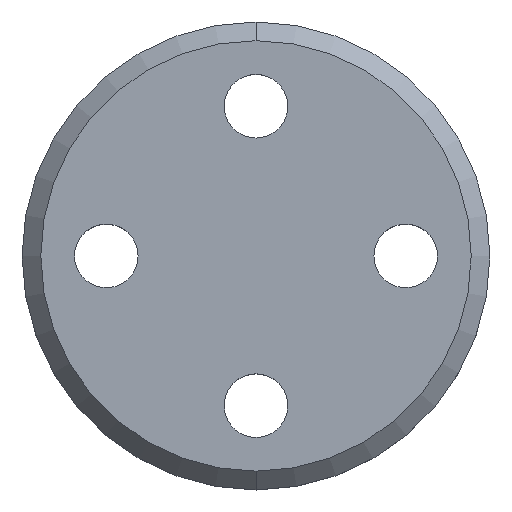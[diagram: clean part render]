
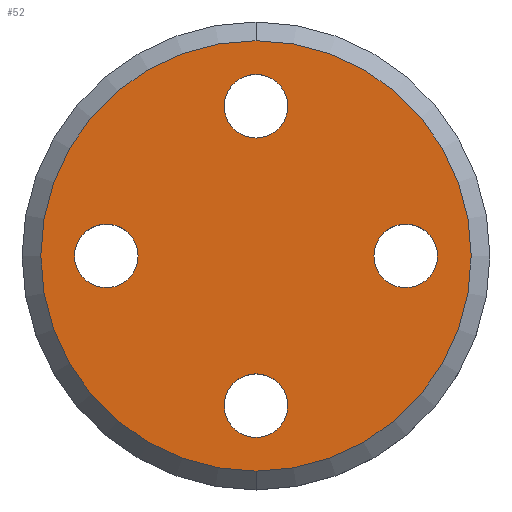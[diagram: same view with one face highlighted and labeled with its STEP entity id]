
A CAD part, top view. The second image highlights one B-rep face of the part: STEP entity #52.
In plain terms, the highlighted planar face has unit normal (0, 0, 1).
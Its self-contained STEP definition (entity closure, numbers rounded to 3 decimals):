
#4 = EDGE_CURVE ( 'NONE', #76, #175, #435, .T. ) ;
#5 = DIRECTION ( 'NONE',  ( 0., -1., 0. ) ) ;
#13 = CARTESIAN_POINT ( 'NONE',  ( 0., 6.3, 0. ) ) ;
#17 = AXIS2_PLACEMENT_3D ( 'NONE', #462, #566, #109 ) ;
#46 = CARTESIAN_POINT ( 'NONE',  ( 0., -11.5, 0. ) ) ;
#52 = ADVANCED_FACE ( 'NONE', ( #246, #146, #349, #294, #98 ), #499, .T. ) ;
#57 = AXIS2_PLACEMENT_3D ( 'NONE', #166, #262, #574 ) ;
#59 = DIRECTION ( 'NONE',  ( 0., 0., 1. ) ) ;
#63 = CARTESIAN_POINT ( 'NONE',  ( 0., 9.7, 0. ) ) ;
#70 = DIRECTION ( 'NONE',  ( 0., -1., 0. ) ) ;
#76 = VERTEX_POINT ( 'NONE', #63 ) ;
#78 = CIRCLE ( 'NONE', #132, 1.7 ) ;
#84 = EDGE_LOOP ( 'NONE', ( #509, #307 ) ) ;
#86 = CARTESIAN_POINT ( 'NONE',  ( 8., 0., 0. ) ) ;
#90 = CARTESIAN_POINT ( 'NONE',  ( -8., -1.7, 0. ) ) ;
#97 = AXIS2_PLACEMENT_3D ( 'NONE', #549, #459, #5 ) ;
#98 = FACE_BOUND ( 'NONE', #543, .T. ) ;
#109 = DIRECTION ( 'NONE',  ( 0., -1., 0. ) ) ;
#119 = CARTESIAN_POINT ( 'NONE',  ( -8., 0., 0. ) ) ;
#123 = AXIS2_PLACEMENT_3D ( 'NONE', #418, #519, #522 ) ;
#132 = AXIS2_PLACEMENT_3D ( 'NONE', #312, #59, #264 ) ;
#145 = EDGE_LOOP ( 'NONE', ( #455, #537 ) ) ;
#146 = FACE_BOUND ( 'NONE', #637, .T. ) ;
#155 = CIRCLE ( 'NONE', #526, 1.7 ) ;
#162 = EDGE_CURVE ( 'NONE', #175, #76, #622, .T. ) ;
#166 = CARTESIAN_POINT ( 'NONE',  ( 0., -8., 0. ) ) ;
#167 = CIRCLE ( 'NONE', #606, 1.7 ) ;
#172 = EDGE_CURVE ( 'NONE', #352, #494, #78, .T. ) ;
#175 = VERTEX_POINT ( 'NONE', #13 ) ;
#176 = DIRECTION ( 'NONE',  ( 0., -1., 0. ) ) ;
#188 = DIRECTION ( 'NONE',  ( 0., -1., 0. ) ) ;
#192 = DIRECTION ( 'NONE',  ( 0., 0., 1. ) ) ;
#193 = VERTEX_POINT ( 'NONE', #321 ) ;
#211 = DIRECTION ( 'NONE',  ( 0., 0., 1. ) ) ;
#217 = EDGE_CURVE ( 'NONE', #193, #591, #342, .T. ) ;
#230 = EDGE_CURVE ( 'NONE', #640, #604, #474, .T. ) ;
#239 = EDGE_CURVE ( 'NONE', #591, #193, #167, .T. ) ;
#240 = CIRCLE ( 'NONE', #123, 11.5 ) ;
#244 = DIRECTION ( 'NONE',  ( 0., 0., 1. ) ) ;
#246 = FACE_OUTER_BOUND ( 'NONE', #84, .T. ) ;
#259 = EDGE_CURVE ( 'NONE', #599, #388, #633, .T. ) ;
#262 = DIRECTION ( 'NONE',  ( 0., 0., 1. ) ) ;
#264 = DIRECTION ( 'NONE',  ( 0., -1., 0. ) ) ;
#271 = CARTESIAN_POINT ( 'NONE',  ( -8., 0., 0. ) ) ;
#294 = FACE_BOUND ( 'NONE', #145, .T. ) ;
#299 = EDGE_CURVE ( 'NONE', #604, #640, #155, .T. ) ;
#307 = ORIENTED_EDGE ( 'NONE', *, *, #259, .T. ) ;
#309 = EDGE_CURVE ( 'NONE', #388, #599, #240, .T. ) ;
#312 = CARTESIAN_POINT ( 'NONE',  ( 8., 0., 0. ) ) ;
#313 = DIRECTION ( 'NONE',  ( 0., -1., 0. ) ) ;
#316 = AXIS2_PLACEMENT_3D ( 'NONE', #86, #192, #188 ) ;
#319 = CARTESIAN_POINT ( 'NONE',  ( 8., -1.7, 0. ) ) ;
#321 = CARTESIAN_POINT ( 'NONE',  ( 0., -9.7, 0. ) ) ;
#324 = CARTESIAN_POINT ( 'NONE',  ( 0., 0., 0. ) ) ;
#325 = CIRCLE ( 'NONE', #316, 1.7 ) ;
#331 = ORIENTED_EDGE ( 'NONE', *, *, #172, .F. ) ;
#337 = CARTESIAN_POINT ( 'NONE',  ( 8., 1.7, 0. ) ) ;
#342 = CIRCLE ( 'NONE', #57, 1.7 ) ;
#349 = FACE_BOUND ( 'NONE', #595, .T. ) ;
#352 = VERTEX_POINT ( 'NONE', #319 ) ;
#354 = ORIENTED_EDGE ( 'NONE', *, *, #230, .F. ) ;
#355 = AXIS2_PLACEMENT_3D ( 'NONE', #553, #244, #445 ) ;
#373 = DIRECTION ( 'NONE',  ( 0., 0., 1. ) ) ;
#388 = VERTEX_POINT ( 'NONE', #440 ) ;
#415 = CARTESIAN_POINT ( 'NONE',  ( 0., -8., 0. ) ) ;
#418 = CARTESIAN_POINT ( 'NONE',  ( 0., 0., 0. ) ) ;
#425 = EDGE_CURVE ( 'NONE', #494, #352, #325, .T. ) ;
#435 = CIRCLE ( 'NONE', #97, 1.7 ) ;
#439 = AXIS2_PLACEMENT_3D ( 'NONE', #324, #617, #70 ) ;
#440 = CARTESIAN_POINT ( 'NONE',  ( 0., 11.5, 0. ) ) ;
#445 = DIRECTION ( 'NONE',  ( 0., -1., 0. ) ) ;
#455 = ORIENTED_EDGE ( 'NONE', *, *, #217, .F. ) ;
#459 = DIRECTION ( 'NONE',  ( 0., 0., 1. ) ) ;
#462 = CARTESIAN_POINT ( 'NONE',  ( 0., 8., 0. ) ) ;
#474 = CIRCLE ( 'NONE', #558, 1.7 ) ;
#494 = VERTEX_POINT ( 'NONE', #337 ) ;
#499 = PLANE ( 'NONE',  #355 ) ;
#509 = ORIENTED_EDGE ( 'NONE', *, *, #309, .T. ) ;
#513 = CARTESIAN_POINT ( 'NONE',  ( 0., -6.3, 0. ) ) ;
#519 = DIRECTION ( 'NONE',  ( 0., 0., 1. ) ) ;
#522 = DIRECTION ( 'NONE',  ( 0., -1., 0. ) ) ;
#526 = AXIS2_PLACEMENT_3D ( 'NONE', #119, #567, #313 ) ;
#537 = ORIENTED_EDGE ( 'NONE', *, *, #239, .F. ) ;
#543 = EDGE_LOOP ( 'NONE', ( #331, #588 ) ) ;
#549 = CARTESIAN_POINT ( 'NONE',  ( 0., 8., 0. ) ) ;
#553 = CARTESIAN_POINT ( 'NONE',  ( 0., 0., 0. ) ) ;
#557 = CARTESIAN_POINT ( 'NONE',  ( -8., 1.7, 0. ) ) ;
#558 = AXIS2_PLACEMENT_3D ( 'NONE', #271, #211, #576 ) ;
#559 = ORIENTED_EDGE ( 'NONE', *, *, #162, .F. ) ;
#566 = DIRECTION ( 'NONE',  ( 0., 0., 1. ) ) ;
#567 = DIRECTION ( 'NONE',  ( 0., 0., 1. ) ) ;
#574 = DIRECTION ( 'NONE',  ( 0., -1., 0. ) ) ;
#576 = DIRECTION ( 'NONE',  ( 0., -1., 0. ) ) ;
#588 = ORIENTED_EDGE ( 'NONE', *, *, #425, .F. ) ;
#591 = VERTEX_POINT ( 'NONE', #513 ) ;
#595 = EDGE_LOOP ( 'NONE', ( #354, #603 ) ) ;
#599 = VERTEX_POINT ( 'NONE', #46 ) ;
#603 = ORIENTED_EDGE ( 'NONE', *, *, #299, .F. ) ;
#604 = VERTEX_POINT ( 'NONE', #557 ) ;
#606 = AXIS2_PLACEMENT_3D ( 'NONE', #415, #373, #176 ) ;
#617 = DIRECTION ( 'NONE',  ( 0., 0., 1. ) ) ;
#622 = CIRCLE ( 'NONE', #17, 1.7 ) ;
#623 = ORIENTED_EDGE ( 'NONE', *, *, #4, .F. ) ;
#633 = CIRCLE ( 'NONE', #439, 11.5 ) ;
#637 = EDGE_LOOP ( 'NONE', ( #559, #623 ) ) ;
#640 = VERTEX_POINT ( 'NONE', #90 ) ;
